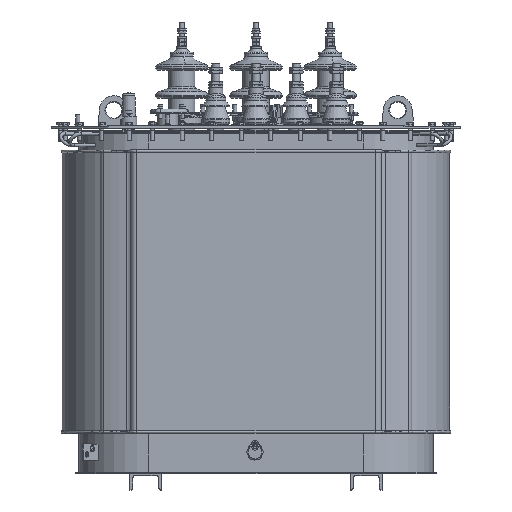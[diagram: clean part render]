
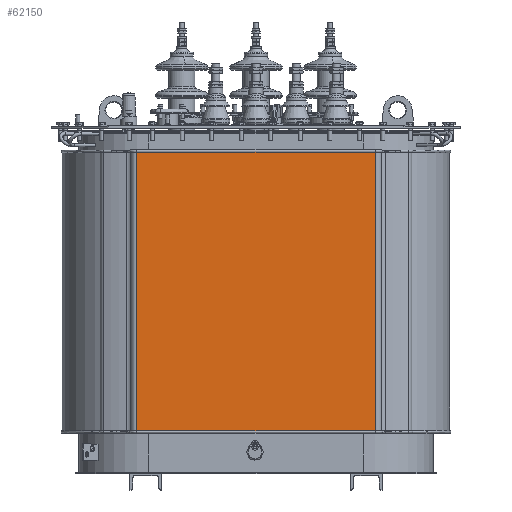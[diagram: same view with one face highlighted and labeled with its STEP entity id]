
A CAD part, top view. The second image highlights one B-rep face of the part: STEP entity #62150.
In plain terms, the highlighted planar face has unit normal (0, 0, 1).
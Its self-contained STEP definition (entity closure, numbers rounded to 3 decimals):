
#6984=LINE('',#115111,#11045);
#6985=LINE('',#115115,#11046);
#6986=LINE('',#115117,#11047);
#6987=LINE('',#115118,#11048);
#11045=VECTOR('',#81245,700.);
#11046=VECTOR('',#81250,596.105);
#11047=VECTOR('',#81251,700.);
#11048=VECTOR('',#81252,596.105);
#12969=PLANE('',#67252);
#19748=FACE_OUTER_BOUND('',#24674,.T.);
#24674=EDGE_LOOP('',(#54547,#54548,#54549,#54550));
#30803=VERTEX_POINT('',#115108);
#30804=VERTEX_POINT('',#115110);
#30805=VERTEX_POINT('',#115114);
#30806=VERTEX_POINT('',#115116);
#38722=EDGE_CURVE('',#30804,#30803,#6984,.T.);
#38724=EDGE_CURVE('',#30805,#30803,#6985,.T.);
#38725=EDGE_CURVE('',#30806,#30805,#6986,.T.);
#38726=EDGE_CURVE('',#30806,#30804,#6987,.T.);
#54547=ORIENTED_EDGE('',*,*,#38724,.F.);
#54548=ORIENTED_EDGE('',*,*,#38725,.F.);
#54549=ORIENTED_EDGE('',*,*,#38726,.T.);
#54550=ORIENTED_EDGE('',*,*,#38722,.T.);
#62150=ADVANCED_FACE('',(#19748),#12969,.T.);
#67252=AXIS2_PLACEMENT_3D('',#115113,#81248,#81249);
#81245=DIRECTION('',(0.,1.,0.));
#81248=DIRECTION('center_axis',(0.,0.,1.));
#81249=DIRECTION('ref_axis',(1.,0.,0.));
#81250=DIRECTION('',(1.,0.,0.));
#81251=DIRECTION('',(0.,1.,0.));
#81252=DIRECTION('',(1.,0.,0.));
#115108=CARTESIAN_POINT('',(298.052,800.,346.));
#115110=CARTESIAN_POINT('',(298.052,100.,346.));
#115111=CARTESIAN_POINT('',(298.052,100.,346.));
#115113=CARTESIAN_POINT('Origin',(0.,100.,346.));
#115114=CARTESIAN_POINT('',(-298.052,800.,346.));
#115115=CARTESIAN_POINT('',(0.,800.,346.));
#115116=CARTESIAN_POINT('',(-298.052,100.,346.));
#115117=CARTESIAN_POINT('',(-298.052,100.,346.));
#115118=CARTESIAN_POINT('',(0.,100.,346.));
